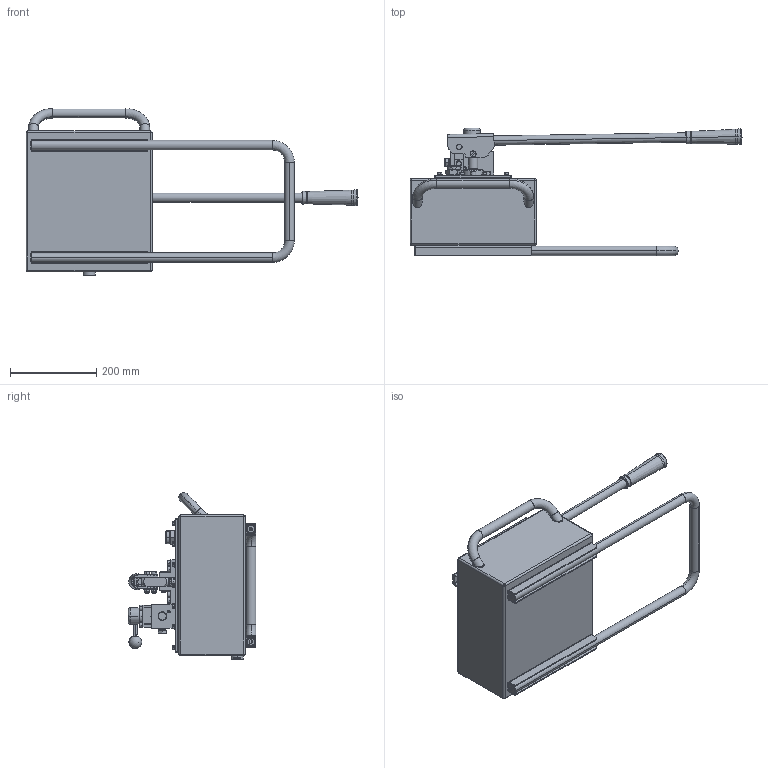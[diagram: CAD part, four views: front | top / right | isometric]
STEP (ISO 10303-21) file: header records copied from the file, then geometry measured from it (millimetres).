
FILE_DESCRIPTION (( 'STEP AP203' ), '1' );
FILE_NAME ('H2701.STEP', '2016-01-22T03:35:27', ( '' ), ( '' ), 'SwSTEP 2.0', 'SolidWorks 2015', '' );
FILE_SCHEMA (( 'CONFIG_CONTROL_DESIGN' ));
Length unit declared in the file: inch
Products named in the file (1): H2701
Bounding box: 770.96 x 296.7 x 387.43 mm (x, y, z)
Volume: 2741158.2 mm3; surface area: 1442830 mm2
Topology: 99 solids, 99 shells, 2207 faces, 4965 edges, 3038 vertices
Faces by surface type: cylinder 833, plane 785, cone 493, torus 68, sphere 22, bspline 6
Entity records: 63307 total; most frequent: CARTESIAN_POINT 12870, DIRECTION 11163, ORIENTED_EDGE 9758, EDGE_CURVE 4879, AXIS2_PLACEMENT_3D 4382, VERTEX_POINT 3028, EDGE_LOOP 2651, LINE 2399
